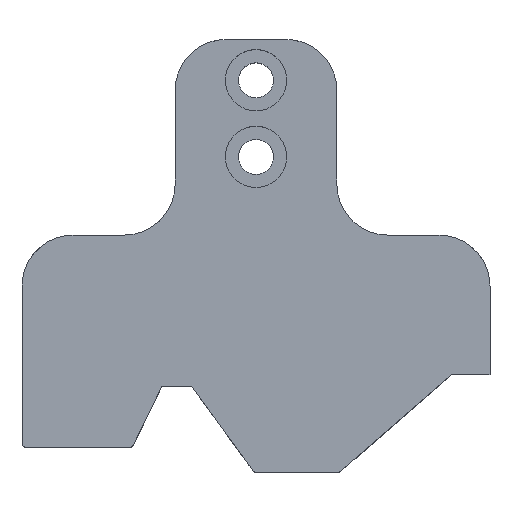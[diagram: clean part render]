
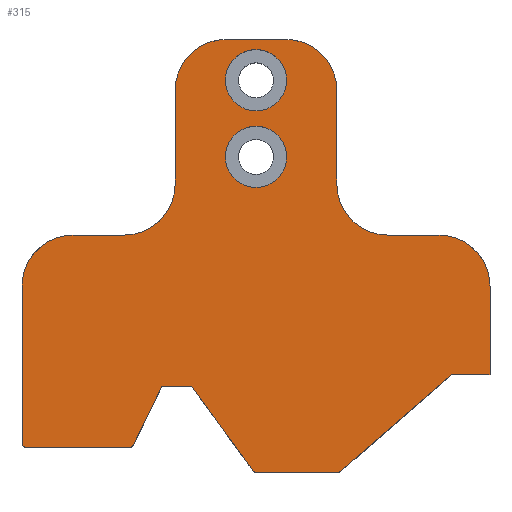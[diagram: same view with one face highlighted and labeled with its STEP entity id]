
A CAD part, top view. The second image highlights one B-rep face of the part: STEP entity #315.
In plain terms, the highlighted planar face has unit normal (0, 0, 1).
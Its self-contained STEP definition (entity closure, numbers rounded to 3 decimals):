
#144=PLANE('',#2042);
#315=ADVANCED_FACE('',(#460,#461,#462),#144,.F.);
#460=FACE_BOUND('',#490,.T.);
#461=FACE_BOUND('',#491,.T.);
#462=FACE_BOUND('',#492,.T.);
#490=EDGE_LOOP('',(#860));
#491=EDGE_LOOP('',(#861));
#492=EDGE_LOOP('',(#862,#863,#864,#865,#866,#867,#868,#869,#870,#871,#872,
#873,#874,#875,#876,#877,#878,#879,#880,#881,#882,#883,#884,#885));
#619=CIRCLE('',#2030,3.6);
#620=CIRCLE('',#2031,3.6);
#621=CIRCLE('',#2032,0.5);
#622=CIRCLE('',#2033,0.5);
#623=CIRCLE('',#2034,0.5);
#624=CIRCLE('',#2035,0.5);
#625=CIRCLE('',#2036,6.);
#626=CIRCLE('',#2037,6.);
#627=CIRCLE('',#2038,6.);
#628=CIRCLE('',#2039,6.);
#629=CIRCLE('',#2040,6.);
#630=CIRCLE('',#2041,6.);
#682=LINE('',#3789,#767);
#683=LINE('',#3794,#768);
#684=LINE('',#3798,#769);
#685=LINE('',#3800,#770);
#686=LINE('',#3802,#771);
#687=LINE('',#3806,#772);
#688=LINE('',#3810,#773);
#689=LINE('',#3812,#774);
#690=LINE('',#3814,#775);
#691=LINE('',#3818,#776);
#692=LINE('',#3822,#777);
#693=LINE('',#3826,#778);
#694=LINE('',#3830,#779);
#695=LINE('',#3834,#780);
#767=VECTOR('',#2210,1.);
#768=VECTOR('',#2213,1.);
#769=VECTOR('',#2216,1.);
#770=VECTOR('',#2217,1.);
#771=VECTOR('',#2218,1.);
#772=VECTOR('',#2221,1.);
#773=VECTOR('',#2224,1.);
#774=VECTOR('',#2225,1.);
#775=VECTOR('',#2226,1.);
#776=VECTOR('',#2229,1.);
#777=VECTOR('',#2232,1.);
#778=VECTOR('',#2235,1.);
#779=VECTOR('',#2238,1.);
#780=VECTOR('',#2241,1.);
#860=ORIENTED_EDGE('',*,*,#1630,.T.);
#861=ORIENTED_EDGE('',*,*,#1631,.T.);
#862=ORIENTED_EDGE('',*,*,#1632,.F.);
#863=ORIENTED_EDGE('',*,*,#1633,.T.);
#864=ORIENTED_EDGE('',*,*,#1634,.F.);
#865=ORIENTED_EDGE('',*,*,#1635,.T.);
#866=ORIENTED_EDGE('',*,*,#1636,.F.);
#867=ORIENTED_EDGE('',*,*,#1637,.F.);
#868=ORIENTED_EDGE('',*,*,#1638,.F.);
#869=ORIENTED_EDGE('',*,*,#1639,.T.);
#870=ORIENTED_EDGE('',*,*,#1640,.F.);
#871=ORIENTED_EDGE('',*,*,#1641,.T.);
#872=ORIENTED_EDGE('',*,*,#1642,.F.);
#873=ORIENTED_EDGE('',*,*,#1643,.F.);
#874=ORIENTED_EDGE('',*,*,#1644,.F.);
#875=ORIENTED_EDGE('',*,*,#1645,.T.);
#876=ORIENTED_EDGE('',*,*,#1646,.T.);
#877=ORIENTED_EDGE('',*,*,#1647,.T.);
#878=ORIENTED_EDGE('',*,*,#1648,.T.);
#879=ORIENTED_EDGE('',*,*,#1649,.T.);
#880=ORIENTED_EDGE('',*,*,#1650,.F.);
#881=ORIENTED_EDGE('',*,*,#1651,.T.);
#882=ORIENTED_EDGE('',*,*,#1652,.F.);
#883=ORIENTED_EDGE('',*,*,#1653,.T.);
#884=ORIENTED_EDGE('',*,*,#1654,.F.);
#885=ORIENTED_EDGE('',*,*,#1655,.T.);
#1442=VERTEX_POINT('',#3786);
#1443=VERTEX_POINT('',#3788);
#1444=VERTEX_POINT('',#3790);
#1445=VERTEX_POINT('',#3791);
#1446=VERTEX_POINT('',#3793);
#1447=VERTEX_POINT('',#3795);
#1448=VERTEX_POINT('',#3797);
#1449=VERTEX_POINT('',#3799);
#1450=VERTEX_POINT('',#3801);
#1451=VERTEX_POINT('',#3803);
#1452=VERTEX_POINT('',#3805);
#1453=VERTEX_POINT('',#3807);
#1454=VERTEX_POINT('',#3809);
#1455=VERTEX_POINT('',#3811);
#1456=VERTEX_POINT('',#3813);
#1457=VERTEX_POINT('',#3815);
#1458=VERTEX_POINT('',#3817);
#1459=VERTEX_POINT('',#3819);
#1460=VERTEX_POINT('',#3821);
#1461=VERTEX_POINT('',#3823);
#1462=VERTEX_POINT('',#3825);
#1463=VERTEX_POINT('',#3827);
#1464=VERTEX_POINT('',#3829);
#1465=VERTEX_POINT('',#3831);
#1466=VERTEX_POINT('',#3833);
#1467=VERTEX_POINT('',#3835);
#1630=EDGE_CURVE('',#1442,#1442,#619,.T.);
#1631=EDGE_CURVE('',#1443,#1443,#620,.T.);
#1632=EDGE_CURVE('',#1444,#1445,#682,.T.);
#1633=EDGE_CURVE('',#1444,#1446,#621,.T.);
#1634=EDGE_CURVE('',#1447,#1446,#683,.T.);
#1635=EDGE_CURVE('',#1447,#1448,#622,.T.);
#1636=EDGE_CURVE('',#1449,#1448,#684,.T.);
#1637=EDGE_CURVE('',#1450,#1449,#685,.T.);
#1638=EDGE_CURVE('',#1451,#1450,#686,.T.);
#1639=EDGE_CURVE('',#1451,#1452,#623,.T.);
#1640=EDGE_CURVE('',#1453,#1452,#687,.T.);
#1641=EDGE_CURVE('',#1453,#1454,#624,.T.);
#1642=EDGE_CURVE('',#1455,#1454,#688,.T.);
#1643=EDGE_CURVE('',#1456,#1455,#689,.T.);
#1644=EDGE_CURVE('',#1457,#1456,#690,.T.);
#1645=EDGE_CURVE('',#1457,#1458,#625,.T.);
#1646=EDGE_CURVE('',#1458,#1459,#691,.T.);
#1647=EDGE_CURVE('',#1459,#1460,#626,.T.);
#1648=EDGE_CURVE('',#1460,#1461,#692,.T.);
#1649=EDGE_CURVE('',#1461,#1462,#627,.T.);
#1650=EDGE_CURVE('',#1463,#1462,#693,.T.);
#1651=EDGE_CURVE('',#1463,#1464,#628,.T.);
#1652=EDGE_CURVE('',#1465,#1464,#694,.T.);
#1653=EDGE_CURVE('',#1465,#1466,#629,.T.);
#1654=EDGE_CURVE('',#1467,#1466,#695,.T.);
#1655=EDGE_CURVE('',#1467,#1445,#630,.T.);
#2030=AXIS2_PLACEMENT_3D('',#3785,#2206,#2207);
#2031=AXIS2_PLACEMENT_3D('',#3787,#2208,#2209);
#2032=AXIS2_PLACEMENT_3D('',#3792,#2211,#2212);
#2033=AXIS2_PLACEMENT_3D('',#3796,#2214,#2215);
#2034=AXIS2_PLACEMENT_3D('',#3804,#2219,#2220);
#2035=AXIS2_PLACEMENT_3D('',#3808,#2222,#2223);
#2036=AXIS2_PLACEMENT_3D('',#3816,#2227,#2228);
#2037=AXIS2_PLACEMENT_3D('',#3820,#2230,#2231);
#2038=AXIS2_PLACEMENT_3D('',#3824,#2233,#2234);
#2039=AXIS2_PLACEMENT_3D('',#3828,#2236,#2237);
#2040=AXIS2_PLACEMENT_3D('',#3832,#2239,#2240);
#2041=AXIS2_PLACEMENT_3D('',#3836,#2242,#2243);
#2042=AXIS2_PLACEMENT_3D('',#3837,#2244,#2245);
#2206=DIRECTION('',(0.,0.,-1.));
#2207=DIRECTION('',(-1.,0.,0.));
#2208=DIRECTION('',(0.,0.,-1.));
#2209=DIRECTION('',(-1.,0.,0.));
#2210=DIRECTION('',(0.,1.,0.));
#2211=DIRECTION('',(0.,0.,1.));
#2212=DIRECTION('',(-1.,0.,0.));
#2213=DIRECTION('',(-1.,0.,0.));
#2214=DIRECTION('',(0.,0.,1.));
#2215=DIRECTION('',(-1.,0.,0.));
#2216=DIRECTION('',(-0.438,-0.899,0.));
#2217=DIRECTION('',(-1.,0.,0.));
#2218=DIRECTION('',(-0.588,0.809,0.));
#2219=DIRECTION('',(0.,0.,1.));
#2220=DIRECTION('',(-1.,0.,0.));
#2221=DIRECTION('',(-1.,0.,0.));
#2222=DIRECTION('',(0.,0.,1.));
#2223=DIRECTION('',(-1.,0.,0.));
#2224=DIRECTION('',(-0.755,-0.656,0.));
#2225=DIRECTION('',(-1.,0.,0.));
#2226=DIRECTION('',(0.,-1.,0.));
#2227=DIRECTION('',(0.,0.,1.));
#2228=DIRECTION('',(-1.,0.,0.));
#2229=DIRECTION('',(-1.,0.,0.));
#2230=DIRECTION('',(0.,0.,-1.));
#2231=DIRECTION('',(-1.,0.,0.));
#2232=DIRECTION('',(0.,1.,0.));
#2233=DIRECTION('',(0.,0.,1.));
#2234=DIRECTION('',(-1.,0.,0.));
#2235=DIRECTION('',(1.,0.,0.));
#2236=DIRECTION('',(0.,0.,1.));
#2237=DIRECTION('',(-1.,0.,0.));
#2238=DIRECTION('',(0.,1.,0.));
#2239=DIRECTION('',(0.,0.,-1.));
#2240=DIRECTION('',(-1.,0.,0.));
#2241=DIRECTION('',(1.,0.,0.));
#2242=DIRECTION('',(0.,0.,1.));
#2243=DIRECTION('',(-1.,0.,0.));
#2244=DIRECTION('',(0.,0.,-1.));
#2245=DIRECTION('',(-1.,0.,0.));
#3785=CARTESIAN_POINT('',(5.58,75.2,28.5));
#3786=CARTESIAN_POINT('',(1.98,75.2,28.5));
#3787=CARTESIAN_POINT('',(5.58,66.2,28.5));
#3788=CARTESIAN_POINT('',(1.98,66.2,28.5));
#3789=CARTESIAN_POINT('',(-21.92,-2.,28.5));
#3790=CARTESIAN_POINT('',(-21.92,32.54,28.5));
#3791=CARTESIAN_POINT('',(-21.92,51.,28.5));
#3792=CARTESIAN_POINT('',(-21.42,32.54,28.5));
#3793=CARTESIAN_POINT('',(-21.42,32.04,28.5));
#3794=CARTESIAN_POINT('',(0.,32.04,28.5));
#3795=CARTESIAN_POINT('',(-9.294,32.04,28.5));
#3796=CARTESIAN_POINT('',(-9.294,32.54,28.5));
#3797=CARTESIAN_POINT('',(-8.845,32.321,28.5));
#3798=CARTESIAN_POINT('',(-20.668,8.08,28.5));
#3799=CARTESIAN_POINT('',(-5.475,39.231,28.5));
#3800=CARTESIAN_POINT('',(0.,39.231,28.5));
#3801=CARTESIAN_POINT('',(-1.975,39.231,28.5));
#3802=CARTESIAN_POINT('',(18.314,11.306,28.5));
#3803=CARTESIAN_POINT('',(5.223,29.324,28.5));
#3804=CARTESIAN_POINT('',(5.627,29.618,28.5));
#3805=CARTESIAN_POINT('',(5.627,29.118,28.5));
#3806=CARTESIAN_POINT('',(0.,29.118,28.5));
#3807=CARTESIAN_POINT('',(15.185,29.118,28.5));
#3808=CARTESIAN_POINT('',(15.185,29.618,28.5));
#3809=CARTESIAN_POINT('',(15.513,29.241,28.5));
#3810=CARTESIAN_POINT('',(-8.791,8.113,28.5));
#3811=CARTESIAN_POINT('',(28.58,40.599,28.5));
#3812=CARTESIAN_POINT('',(0.,40.599,28.5));
#3813=CARTESIAN_POINT('',(33.08,40.599,28.5));
#3814=CARTESIAN_POINT('',(33.08,-2.,28.5));
#3815=CARTESIAN_POINT('',(33.08,51.,28.5));
#3816=CARTESIAN_POINT('',(27.08,51.,28.5));
#3817=CARTESIAN_POINT('',(27.08,57.,28.5));
#3818=CARTESIAN_POINT('',(0.,57.,28.5));
#3819=CARTESIAN_POINT('',(21.08,57.,28.5));
#3820=CARTESIAN_POINT('',(21.08,63.,28.5));
#3821=CARTESIAN_POINT('',(15.08,63.,28.5));
#3822=CARTESIAN_POINT('',(15.08,-2.,28.5));
#3823=CARTESIAN_POINT('',(15.08,74.,28.5));
#3824=CARTESIAN_POINT('',(9.08,74.,28.5));
#3825=CARTESIAN_POINT('',(9.08,80.,28.5));
#3826=CARTESIAN_POINT('',(-16.92,80.,28.5));
#3827=CARTESIAN_POINT('',(2.08,80.,28.5));
#3828=CARTESIAN_POINT('',(2.08,74.,28.5));
#3829=CARTESIAN_POINT('',(-3.92,74.,28.5));
#3830=CARTESIAN_POINT('',(-3.92,-2.,28.5));
#3831=CARTESIAN_POINT('',(-3.92,63.,28.5));
#3832=CARTESIAN_POINT('',(-9.92,63.,28.5));
#3833=CARTESIAN_POINT('',(-9.92,57.,28.5));
#3834=CARTESIAN_POINT('',(0.,57.,28.5));
#3835=CARTESIAN_POINT('',(-15.92,57.,28.5));
#3836=CARTESIAN_POINT('',(-15.92,51.,28.5));
#3837=CARTESIAN_POINT('',(0.,-2.,28.5));
